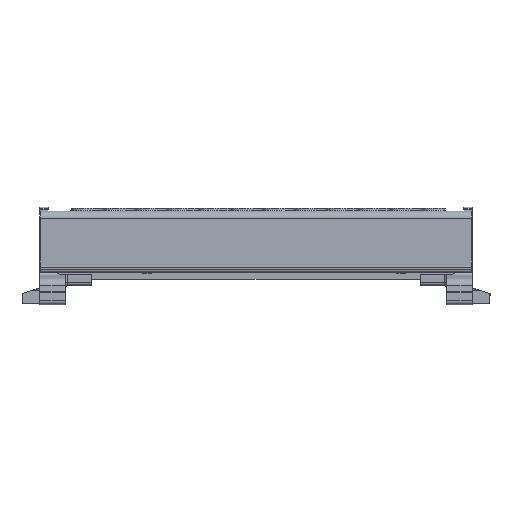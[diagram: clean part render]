
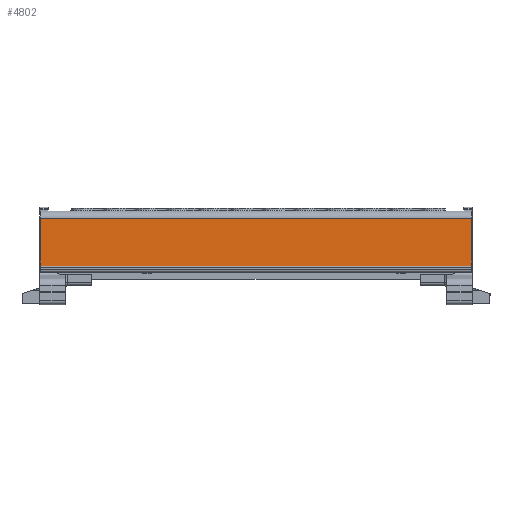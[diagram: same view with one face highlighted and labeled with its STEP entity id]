
A CAD part, top view. The second image highlights one B-rep face of the part: STEP entity #4802.
In plain terms, the highlighted planar face has unit normal (0, 0.018, 1).
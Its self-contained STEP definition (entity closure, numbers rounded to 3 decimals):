
#25 = EDGE_LOOP ( 'NONE', ( #2157, #2141, #2131, #2153 ) ) ;
#2131 = ORIENTED_EDGE ( 'NONE', *, *, #7014, .T. ) ;
#2141 = ORIENTED_EDGE ( 'NONE', *, *, #12001, .T. ) ;
#2153 = ORIENTED_EDGE ( 'NONE', *, *, #12154, .F. ) ;
#2157 = ORIENTED_EDGE ( 'NONE', *, *, #7176, .F. ) ;
#4802 = ADVANCED_FACE ( 'NONE', ( #31700 ), #31721, .T. ) ;
#7014 = EDGE_CURVE ( 'NONE', #9688, #9762, #8688, .T. ) ;
#7176 = EDGE_CURVE ( 'NONE', #9699, #9761, #13686, .T. ) ;
#8688 = LINE ( 'NONE', #8711, #24355 ) ;
#8705 = DIRECTION ( 'NONE',  ( -1., 0., 0. ) ) ;
#8711 = CARTESIAN_POINT ( 'NONE',  ( -12.353, 71.265, 47.074 ) ) ;
#9688 = VERTEX_POINT ( 'NONE', #16908 ) ;
#9699 = VERTEX_POINT ( 'NONE', #16888 ) ;
#9761 = VERTEX_POINT ( 'NONE', #16957 ) ;
#9762 = VERTEX_POINT ( 'NONE', #16930 ) ;
#12001 = EDGE_CURVE ( 'NONE', #9699, #9688, #18482, .T. ) ;
#12154 = EDGE_CURVE ( 'NONE', #9761, #9762, #18065, .T. ) ;
#13686 = LINE ( 'NONE', #13772, #24444 ) ;
#13754 = DIRECTION ( 'NONE',  ( -1., 0., 0. ) ) ;
#13772 = CARTESIAN_POINT ( 'NONE',  ( -12.353, 51.376, 47.421 ) ) ;
#16888 = CARTESIAN_POINT ( 'NONE',  ( 44.942, 51.376, 47.421 ) ) ;
#16908 = CARTESIAN_POINT ( 'NONE',  ( 44.942, 71.265, 47.074 ) ) ;
#16930 = CARTESIAN_POINT ( 'NONE',  ( -124.848, 71.265, 47.074 ) ) ;
#16957 = CARTESIAN_POINT ( 'NONE',  ( -124.848, 51.376, 47.421 ) ) ;
#18065 = LINE ( 'NONE', #18130, #34546 ) ;
#18119 = DIRECTION ( 'NONE',  ( 0., 1., -0.017 ) ) ;
#18130 = CARTESIAN_POINT ( 'NONE',  ( -124.848, 62.902, 47.22 ) ) ;
#18482 = LINE ( 'NONE', #18483, #34213 ) ;
#18483 = CARTESIAN_POINT ( 'NONE',  ( 44.942, 62.902, 47.22 ) ) ;
#18491 = DIRECTION ( 'NONE',  ( 0., 1., -0.017 ) ) ;
#24355 = VECTOR ( 'NONE', #8705, 1000. ) ;
#24444 = VECTOR ( 'NONE', #13754, 1000. ) ;
#28124 = AXIS2_PLACEMENT_3D ( 'NONE', #31735, #31722, #31729 ) ;
#31700 = FACE_OUTER_BOUND ( 'NONE', #25, .T. ) ;
#31721 = PLANE ( 'NONE',  #28124 ) ;
#31722 = DIRECTION ( 'NONE',  ( 0., 0.017, 1. ) ) ;
#31729 = DIRECTION ( 'NONE',  ( 0., -1., 0.017 ) ) ;
#31735 = CARTESIAN_POINT ( 'NONE',  ( -12.353, 62.902, 47.22 ) ) ;
#34213 = VECTOR ( 'NONE', #18491, 1000. ) ;
#34546 = VECTOR ( 'NONE', #18119, 1000. ) ;
